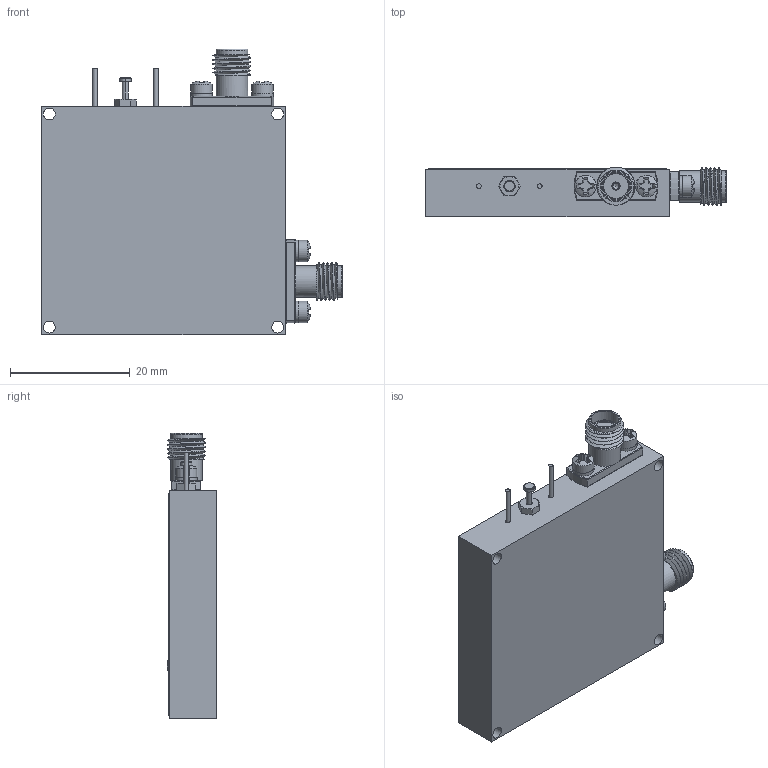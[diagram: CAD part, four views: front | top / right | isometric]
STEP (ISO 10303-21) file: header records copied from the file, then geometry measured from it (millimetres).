
FILE_DESCRIPTION (( 'STEP AP214' ), '1' );
FILE_NAME ('ERDLVA-18G40G-65-50-1.STEP', '2024-02-08T18:09:59', ( '' ), ( '' ), 'SwSTEP 2.0', 'SolidWorks 2023', '' );
FILE_SCHEMA (( 'AUTOMOTIVE_DESIGN' ));
Length unit declared in the file: inch
Products named in the file (1): ERDLVA-18G40G-65-50-1
Bounding box: 50.16 x 8.26 x 47.62 mm (x, y, z)
Volume: 12884.4 mm3; surface area: 8816.7 mm2
Topology: 18 solids, 18 shells, 495 faces, 2194 edges, 1926 vertices
Faces by surface type: plane 329, cylinder 72, torus 46, cone 36, bspline 8, sphere 4
Full cylindrical faces by diameter (mm): 0.305 x4, 0.762 x2, 1.016 x4, 1.27 x4, 1.981 x4, 2.184 x4, 2.591 x4, 3.302 x2, 3.556 x4, 4.191 x4, 4.597 x2, 5.283 x4
Entity records: 36808 total; most frequent: CARTESIAN_POINT 12517, ORIENTED_EDGE 4188, DIRECTION 2759, EDGE_CURVE 2094, VERTEX_POINT 1914, LINE 1179, VECTOR 1179, EDGE_LOOP 790
